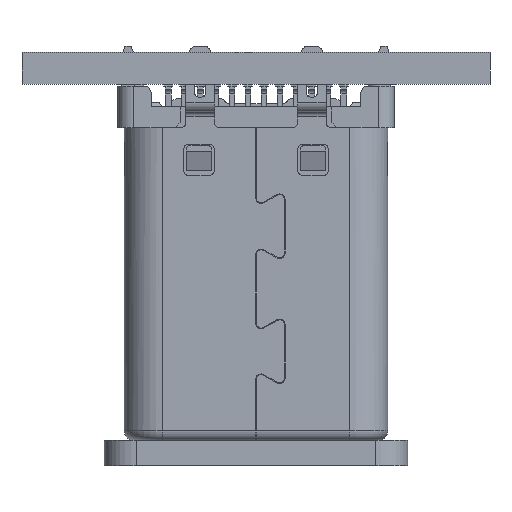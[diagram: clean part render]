
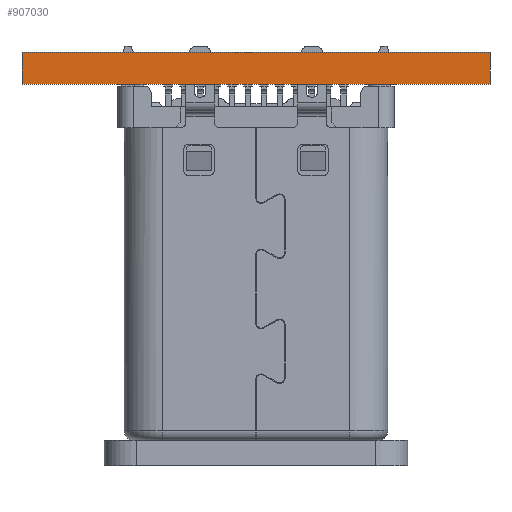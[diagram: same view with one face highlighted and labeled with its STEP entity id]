
A CAD part, front view. The second image highlights one B-rep face of the part: STEP entity #907030.
In plain terms, the highlighted planar face has unit normal (0, -1, 0).
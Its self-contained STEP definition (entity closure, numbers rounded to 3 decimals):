
#906640=CARTESIAN_POINT('',(47.33,-4.4,
-49.38));
#906650=DIRECTION('',(0.,-1.,-0.));
#906660=DIRECTION('',(-1.,0.,0.));
#906670=AXIS2_PLACEMENT_3D('',#906640,#906650,#906660);
#906680=PLANE('',#906670);
#906690=CARTESIAN_POINT('',(32.67,-4.4,
-49.38));
#906700=DIRECTION('',(0.,0.,1.));
#906710=VECTOR('',#906700,1.);
#906720=LINE('',#906690,#906710);
#906730=CARTESIAN_POINT('',(32.67,-4.4,
-49.38));
#906740=VERTEX_POINT('',#906730);
#906750=CARTESIAN_POINT('',(32.67,-4.4,
-48.38));
#906760=VERTEX_POINT('',#906750);
#906770=EDGE_CURVE('',#906740,#906760,#906720,.T.);
#906780=ORIENTED_EDGE('',*,*,#906770,.F.);
#906790=CARTESIAN_POINT('',(42.375,-4.4,
-48.38));
#906800=DIRECTION('',(1.,0.,0.));
#906810=VECTOR('',#906800,1.);
#906820=LINE('',#906790,#906810);
#906830=CARTESIAN_POINT('',(47.33,-4.4,
-48.38));
#906840=VERTEX_POINT('',#906830);
#906850=EDGE_CURVE('',#906760,#906840,#906820,.T.);
#906860=ORIENTED_EDGE('',*,*,#906850,.F.);
#906870=CARTESIAN_POINT('',(47.33,-4.4,
-49.38));
#906880=DIRECTION('',(0.,0.,1.));
#906890=VECTOR('',#906880,1.);
#906900=LINE('',#906870,#906890);
#906910=CARTESIAN_POINT('',(47.33,-4.4,
-49.38));
#906920=VERTEX_POINT('',#906910);
#906930=EDGE_CURVE('',#906920,#906840,#906900,.T.);
#906940=ORIENTED_EDGE('',*,*,#906930,.T.);
#906950=CARTESIAN_POINT('',(42.375,-4.4,
-49.38));
#906960=DIRECTION('',(1.,0.,0.));
#906970=VECTOR('',#906960,1.);
#906980=LINE('',#906950,#906970);
#906990=EDGE_CURVE('',#906740,#906920,#906980,.T.);
#907000=ORIENTED_EDGE('',*,*,#906990,.T.);
#907010=EDGE_LOOP('',(#907000,#906940,#906860,#906780));
#907020=FACE_OUTER_BOUND('',#907010,.T.);
#907030=ADVANCED_FACE('',(#907020),#906680,.T.);
